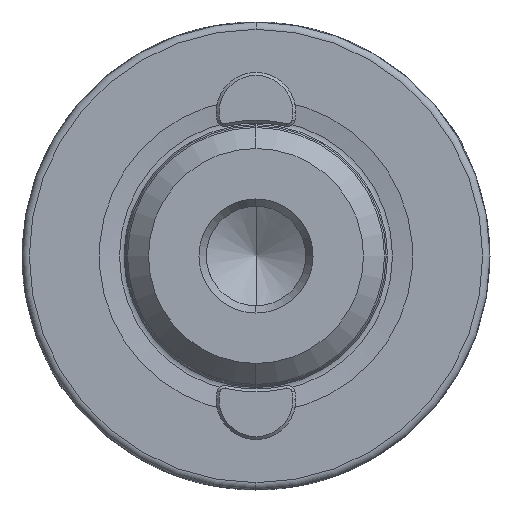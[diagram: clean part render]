
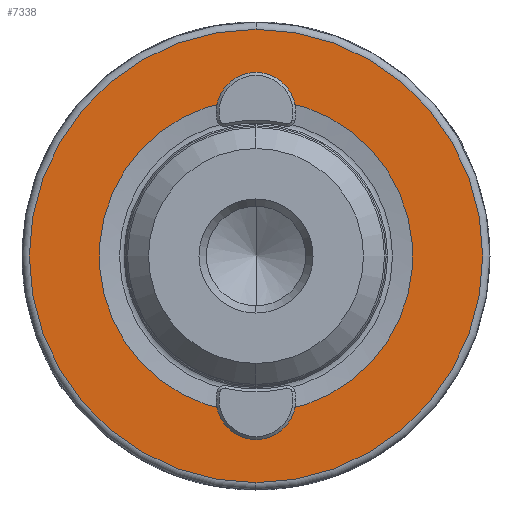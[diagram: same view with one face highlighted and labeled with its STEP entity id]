
A CAD part, left-side view. The second image highlights one B-rep face of the part: STEP entity #7338.
In plain terms, the highlighted planar face has unit normal (-1, 0, 0).
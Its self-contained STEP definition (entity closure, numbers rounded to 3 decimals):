
#443 = VERTEX_POINT ( 'NONE', #6659 ) ;
#645 = EDGE_CURVE ( 'NONE', #7718, #10346, #10103, .T. ) ;
#964 = ORIENTED_EDGE ( 'NONE', *, *, #1658, .F. ) ;
#1009 = CIRCLE ( 'NONE', #9431, 15.5 ) ;
#1094 = FACE_BOUND ( 'NONE', #1973, .T. ) ;
#1297 = ORIENTED_EDGE ( 'NONE', *, *, #4313, .F. ) ;
#1344 = CARTESIAN_POINT ( 'NONE',  ( 0., 0., 15.5 ) ) ;
#1493 = VERTEX_POINT ( 'NONE', #6810 ) ;
#1568 = AXIS2_PLACEMENT_3D ( 'NONE', #7370, #9696, #8390 ) ;
#1658 = EDGE_CURVE ( 'NONE', #443, #7968, #5415, .T. ) ;
#1702 = ORIENTED_EDGE ( 'NONE', *, *, #4607, .F. ) ;
#1810 = DIRECTION ( 'NONE',  ( -1., 0., 0. ) ) ;
#1973 = EDGE_LOOP ( 'NONE', ( #5797, #1702, #9737, #7274, #1297, #964 ) ) ;
#2349 = AXIS2_PLACEMENT_3D ( 'NONE', #3749, #3731, #3720 ) ;
#2489 = EDGE_CURVE ( 'NONE', #1493, #7080, #9271, .T. ) ;
#2522 = CARTESIAN_POINT ( 'NONE',  ( 0., 1.679, 10.583 ) ) ;
#2766 = CARTESIAN_POINT ( 'NONE',  ( 0., 0., 0. ) ) ;
#3276 = AXIS2_PLACEMENT_3D ( 'NONE', #2766, #8632, #3638 ) ;
#3336 = CARTESIAN_POINT ( 'NONE',  ( 0., 0., 10.85 ) ) ;
#3638 = DIRECTION ( 'NONE',  ( 0., 0., 1. ) ) ;
#3712 = FACE_OUTER_BOUND ( 'NONE', #8717, .T. ) ;
#3720 = DIRECTION ( 'NONE',  ( 0., 0., 1. ) ) ;
#3731 = DIRECTION ( 'NONE',  ( -1., 0., 0. ) ) ;
#3749 = CARTESIAN_POINT ( 'NONE',  ( 0., 0., 0. ) ) ;
#4019 = VERTEX_POINT ( 'NONE', #9389 ) ;
#4062 = CIRCLE ( 'NONE', #1568, 1.7 ) ;
#4200 = DIRECTION ( 'NONE',  ( 0., 0., 1. ) ) ;
#4313 = EDGE_CURVE ( 'NONE', #7968, #7718, #8621, .T. ) ;
#4525 = ORIENTED_EDGE ( 'NONE', *, *, #5803, .T. ) ;
#4607 = EDGE_CURVE ( 'NONE', #4019, #10479, #4062, .T. ) ;
#4721 = DIRECTION ( 'NONE',  ( 0., 0., -1. ) ) ;
#4872 = CARTESIAN_POINT ( 'NONE',  ( 0., -1.679, 10.583 ) ) ;
#4960 = DIRECTION ( 'NONE',  ( 1., 0., 0. ) ) ;
#5166 = AXIS2_PLACEMENT_3D ( 'NONE', #5739, #4960, #4721 ) ;
#5415 = CIRCLE ( 'NONE', #9955, 1.7 ) ;
#5423 = DIRECTION ( 'NONE',  ( 0., 0., 1. ) ) ;
#5617 = CARTESIAN_POINT ( 'NONE',  ( 0., 0., 0. ) ) ;
#5739 = CARTESIAN_POINT ( 'NONE',  ( 0., 0., -10.715 ) ) ;
#5797 = ORIENTED_EDGE ( 'NONE', *, *, #10628, .F. ) ;
#5803 = EDGE_CURVE ( 'NONE', #7080, #1493, #1009, .T. ) ;
#6135 = ORIENTED_EDGE ( 'NONE', *, *, #2489, .T. ) ;
#6362 = AXIS2_PLACEMENT_3D ( 'NONE', #3336, #9180, #4200 ) ;
#6659 = CARTESIAN_POINT ( 'NONE',  ( 0., 1.679, -10.583 ) ) ;
#6679 = PLANE ( 'NONE',  #5166 ) ;
#6810 = CARTESIAN_POINT ( 'NONE',  ( 0., 0., -15.5 ) ) ;
#7080 = VERTEX_POINT ( 'NONE', #1344 ) ;
#7274 = ORIENTED_EDGE ( 'NONE', *, *, #645, .F. ) ;
#7338 = ADVANCED_FACE ( 'NONE', ( #1094, #3712 ), #6679, .F. ) ;
#7370 = CARTESIAN_POINT ( 'NONE',  ( 0., 0., 10.85 ) ) ;
#7644 = DIRECTION ( 'NONE',  ( 0., 0., 1. ) ) ;
#7711 = DIRECTION ( 'NONE',  ( -1., 0., 0. ) ) ;
#7718 = VERTEX_POINT ( 'NONE', #7785 ) ;
#7737 = CIRCLE ( 'NONE', #6362, 1.7 ) ;
#7760 = CARTESIAN_POINT ( 'NONE',  ( 0., 0., -10.85 ) ) ;
#7785 = CARTESIAN_POINT ( 'NONE',  ( 0., -1.679, -10.583 ) ) ;
#7968 = VERTEX_POINT ( 'NONE', #9910 ) ;
#8281 = AXIS2_PLACEMENT_3D ( 'NONE', #7760, #7711, #7644 ) ;
#8390 = DIRECTION ( 'NONE',  ( 0., 0., 1. ) ) ;
#8425 = CARTESIAN_POINT ( 'NONE',  ( 0., 0., -10.85 ) ) ;
#8434 = DIRECTION ( 'NONE',  ( -1., 0., 0. ) ) ;
#8458 = DIRECTION ( 'NONE',  ( 0., 0., 1. ) ) ;
#8493 = CIRCLE ( 'NONE', #3276, 10.715 ) ;
#8621 = CIRCLE ( 'NONE', #8281, 1.7 ) ;
#8632 = DIRECTION ( 'NONE',  ( -1., 0., 0. ) ) ;
#8717 = EDGE_LOOP ( 'NONE', ( #4525, #6135 ) ) ;
#9081 = CARTESIAN_POINT ( 'NONE',  ( 0., 0., 0. ) ) ;
#9116 = DIRECTION ( 'NONE',  ( -1., 0., 0. ) ) ;
#9154 = DIRECTION ( 'NONE',  ( 0., 0., 1. ) ) ;
#9180 = DIRECTION ( 'NONE',  ( -1., 0., 0. ) ) ;
#9271 = CIRCLE ( 'NONE', #9722, 15.5 ) ;
#9389 = CARTESIAN_POINT ( 'NONE',  ( 0., 0., 12.55 ) ) ;
#9431 = AXIS2_PLACEMENT_3D ( 'NONE', #9081, #9116, #9154 ) ;
#9696 = DIRECTION ( 'NONE',  ( -1., 0., 0. ) ) ;
#9722 = AXIS2_PLACEMENT_3D ( 'NONE', #5617, #1810, #5423 ) ;
#9737 = ORIENTED_EDGE ( 'NONE', *, *, #10440, .F. ) ;
#9910 = CARTESIAN_POINT ( 'NONE',  ( 0., 0., -12.55 ) ) ;
#9955 = AXIS2_PLACEMENT_3D ( 'NONE', #8425, #8434, #8458 ) ;
#10103 = CIRCLE ( 'NONE', #2349, 10.715 ) ;
#10346 = VERTEX_POINT ( 'NONE', #4872 ) ;
#10440 = EDGE_CURVE ( 'NONE', #10346, #4019, #7737, .T. ) ;
#10479 = VERTEX_POINT ( 'NONE', #2522 ) ;
#10628 = EDGE_CURVE ( 'NONE', #10479, #443, #8493, .T. ) ;
